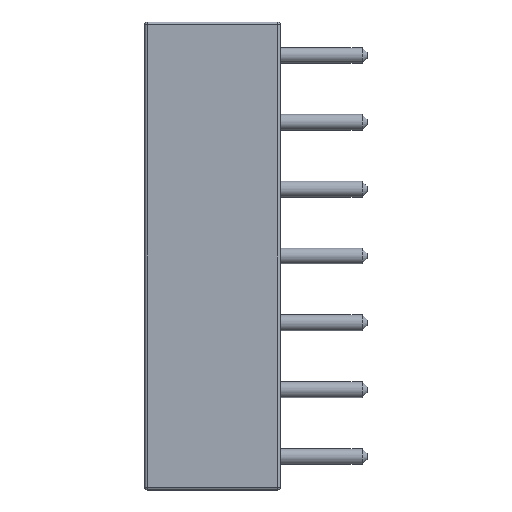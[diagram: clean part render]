
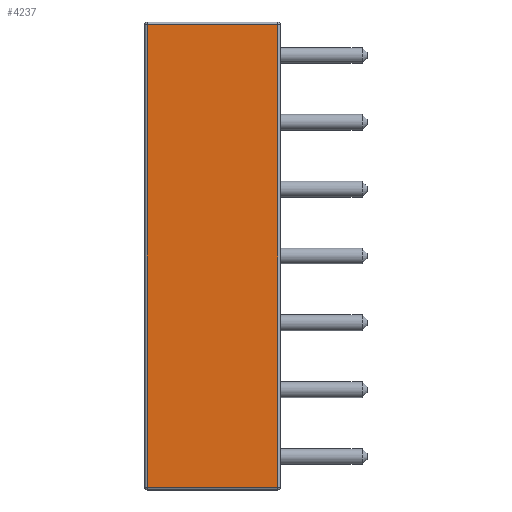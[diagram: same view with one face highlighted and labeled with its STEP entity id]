
A CAD part, left-side view. The second image highlights one B-rep face of the part: STEP entity #4237.
In plain terms, the highlighted planar face has unit normal (-1, 0, 0).
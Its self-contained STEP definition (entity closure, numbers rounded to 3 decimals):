
#226=PLANE('',#4582);
#458=FACE_OUTER_BOUND('',#719,.T.);
#719=EDGE_LOOP('',(#3336,#3337,#3338,#3339));
#929=LINE('',#6130,#1327);
#1091=LINE('',#6831,#1489);
#1093=LINE('',#6834,#1491);
#1097=LINE('',#6841,#1495);
#1327=VECTOR('',#4862,10.);
#1489=VECTOR('',#5338,10.);
#1491=VECTOR('',#5342,10.);
#1495=VECTOR('',#5352,10.);
#1904=VERTEX_POINT('',#6124);
#1906=VERTEX_POINT('',#6128);
#2077=VERTEX_POINT('',#6809);
#2082=VERTEX_POINT('',#6824);
#2293=EDGE_CURVE('',#1906,#1904,#929,.T.);
#2557=EDGE_CURVE('',#2077,#2082,#1091,.T.);
#2559=EDGE_CURVE('',#2082,#1906,#1093,.T.);
#2563=EDGE_CURVE('',#1904,#2077,#1097,.T.);
#3336=ORIENTED_EDGE('',*,*,#2293,.F.);
#3337=ORIENTED_EDGE('',*,*,#2559,.F.);
#3338=ORIENTED_EDGE('',*,*,#2557,.F.);
#3339=ORIENTED_EDGE('',*,*,#2563,.F.);
#4237=ADVANCED_FACE('',(#458),#226,.F.);
#4582=AXIS2_PLACEMENT_3D('',#6848,#5363,#5364);
#4862=DIRECTION('',(0.,1.,0.));
#5338=DIRECTION('',(0.,-1.,0.));
#5342=DIRECTION('',(0.,0.,-1.));
#5352=DIRECTION('',(0.,0.,1.));
#5363=DIRECTION('center_axis',(1.,0.,0.));
#5364=DIRECTION('ref_axis',(0.,-1.,0.));
#6124=CARTESIAN_POINT('',(-5.08,5.06,-17.68));
#6128=CARTESIAN_POINT('',(-5.08,0.1,-17.68));
#6130=CARTESIAN_POINT('',(-5.08,3.87,-17.68));
#6809=CARTESIAN_POINT('',(-5.08,5.06,-0.1));
#6824=CARTESIAN_POINT('',(-5.08,0.1,-0.1));
#6831=CARTESIAN_POINT('',(-5.08,3.87,-0.1));
#6834=CARTESIAN_POINT('',(-5.08,0.1,0.));
#6841=CARTESIAN_POINT('',(-5.08,5.06,0.));
#6848=CARTESIAN_POINT('Origin',(-5.08,5.16,0.));
